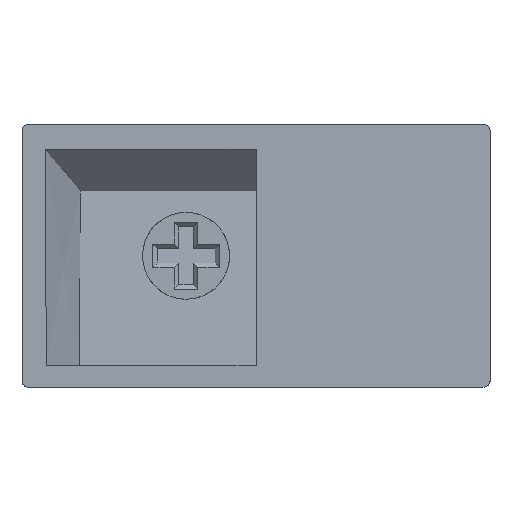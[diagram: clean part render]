
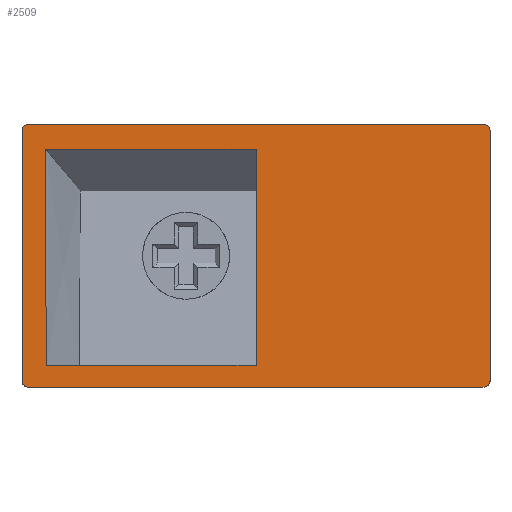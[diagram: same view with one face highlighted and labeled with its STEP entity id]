
A CAD part, front view. The second image highlights one B-rep face of the part: STEP entity #2509.
In plain terms, the highlighted planar face has unit normal (0, -1, 0).
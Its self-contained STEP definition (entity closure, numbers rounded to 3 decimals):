
#2509=ADVANCED_FACE('',(#2510,#2549),#2639,.T.);
#2510=FACE_BOUND('',#2511,.T.);
#2511=EDGE_LOOP('',(#2512,#2522,#2530,#2538));
#2512=ORIENTED_EDGE('',*,*,#2513,.T.);
#2513=EDGE_CURVE('',#2514,#2516,#2518,.T.);
#2514=VERTEX_POINT('',#2515);
#2515=CARTESIAN_POINT('',(1.619,0.,-1.671));
#2516=VERTEX_POINT('',#2517);
#2517=CARTESIAN_POINT('',(16.156,0.0,-1.671));
#2518=LINE('',#2519,#2520);
#2519=CARTESIAN_POINT('',(0.,0.0,-1.671));
#2520=VECTOR('',#2521,1.0);
#2521=DIRECTION('',(1.0,0.0,0.0));
#2522=ORIENTED_EDGE('',*,*,#2523,.T.);
#2523=EDGE_CURVE('',#2516,#2524,#2526,.T.);
#2524=VERTEX_POINT('',#2525);
#2525=CARTESIAN_POINT('',(16.156,0.0,-16.6));
#2526=LINE('',#2527,#2528);
#2527=CARTESIAN_POINT('',(16.156,0.0,0.0));
#2528=VECTOR('',#2529,1.0);
#2529=DIRECTION('',(0.,0.0,-1.0));
#2530=ORIENTED_EDGE('',*,*,#2531,.T.);
#2531=EDGE_CURVE('',#2524,#2532,#2534,.T.);
#2532=VERTEX_POINT('',#2533);
#2533=CARTESIAN_POINT('',(1.67,0.,-16.6));
#2534=LINE('',#2535,#2536);
#2535=CARTESIAN_POINT('',(0.0,0.0,-16.6));
#2536=VECTOR('',#2537,1.0);
#2537=DIRECTION('',(-1.0,0.0,0.0));
#2538=ORIENTED_EDGE('',*,*,#2539,.T.);
#2539=EDGE_CURVE('',#2532,#2514,#2540,.T.);
#2540=B_SPLINE_CURVE_WITH_KNOTS('',3,(#2541,#2542,#2543,#2544,#2545,#2546,#2547,#2548),.UNSPECIFIED.,.F.,.U.,(4,2,2,4),(0.0,4.491,8.982,14.929),.UNSPECIFIED.);
#2541=CARTESIAN_POINT('',(1.67,0.,-16.6));
#2542=CARTESIAN_POINT('',(1.663,0.,-15.103));
#2543=CARTESIAN_POINT('',(1.657,0.0,-13.606));
#2544=CARTESIAN_POINT('',(1.646,0.0,-10.612));
#2545=CARTESIAN_POINT('',(1.641,0.,-9.115));
#2546=CARTESIAN_POINT('',(1.63,0.,-5.636));
#2547=CARTESIAN_POINT('',(1.624,0.,-3.653));
#2548=CARTESIAN_POINT('',(1.619,0.,-1.671));
#2549=FACE_BOUND('',#2550,.T.);
#2550=EDGE_LOOP('',(#2551,#2561,#2575,#2583,#2597,#2605,#2619,#2627));
#2551=ORIENTED_EDGE('',*,*,#2552,.T.);
#2552=EDGE_CURVE('',#2553,#2555,#2557,.F.);
#2553=VERTEX_POINT('',#2554);
#2554=CARTESIAN_POINT('',(0.451,0.0,-18.1));
#2555=VERTEX_POINT('',#2556);
#2556=CARTESIAN_POINT('',(31.814,0.0,-18.1));
#2557=LINE('',#2558,#2559);
#2558=CARTESIAN_POINT('',(0.,0.0,-18.1));
#2559=VECTOR('',#2560,1.0);
#2560=DIRECTION('',(-1.0,0.0,0.0));
#2561=ORIENTED_EDGE('',*,*,#2562,.T.);
#2562=EDGE_CURVE('',#2555,#2563,#2565,.T.);
#2563=VERTEX_POINT('',#2564);
#2564=CARTESIAN_POINT('',(32.3,0.0,-17.7));
#2565=B_SPLINE_CURVE_WITH_KNOTS('',2,(#2566,#2567,#2568,#2569,#2570,#2571,#2572,#2573,#2574),.UNSPECIFIED.,.F.,.U.,(3,2,2,2,3),(0.0,0.25,0.5,0.75,1.0),.PIECEWISE_BEZIER_KNOTS.);
#2566=CARTESIAN_POINT('',(31.814,0.0,-18.1));
#2567=CARTESIAN_POINT('',(31.903,0.0,-18.1));
#2568=CARTESIAN_POINT('',(31.986,0.0,-18.076));
#2569=CARTESIAN_POINT('',(32.072,0.0,-18.051));
#2570=CARTESIAN_POINT('',(32.142,0.0,-17.999));
#2571=CARTESIAN_POINT('',(32.214,0.0,-17.946));
#2572=CARTESIAN_POINT('',(32.257,0.0,-17.868));
#2573=CARTESIAN_POINT('',(32.3,0.0,-17.789));
#2574=CARTESIAN_POINT('',(32.3,0.0,-17.7));
#2575=ORIENTED_EDGE('',*,*,#2576,.T.);
#2576=EDGE_CURVE('',#2563,#2577,#2579,.T.);
#2577=VERTEX_POINT('',#2578);
#2578=CARTESIAN_POINT('',(32.3,0.0,-0.374));
#2579=LINE('',#2580,#2581);
#2580=CARTESIAN_POINT('',(32.3,0.0,0.0));
#2581=VECTOR('',#2582,1.0);
#2582=DIRECTION('',(0.0,0.0,1.0));
#2583=ORIENTED_EDGE('',*,*,#2584,.T.);
#2584=EDGE_CURVE('',#2577,#2585,#2587,.T.);
#2585=VERTEX_POINT('',#2586);
#2586=CARTESIAN_POINT('',(31.938,0.0,0.0));
#2587=B_SPLINE_CURVE_WITH_KNOTS('',2,(#2588,#2589,#2590,#2591,#2592,#2593,#2594,#2595,#2596),.UNSPECIFIED.,.F.,.U.,(3,2,2,2,3),(0.0,0.25,0.5,0.75,1.0),.PIECEWISE_BEZIER_KNOTS.);
#2588=CARTESIAN_POINT('',(32.3,0.0,-0.374));
#2589=CARTESIAN_POINT('',(32.3,0.0,-0.299));
#2590=CARTESIAN_POINT('',(32.276,0.0,-0.231));
#2591=CARTESIAN_POINT('',(32.251,0.0,-0.162));
#2592=CARTESIAN_POINT('',(32.2,0.0,-0.108));
#2593=CARTESIAN_POINT('',(32.151,0.0,-0.056));
#2594=CARTESIAN_POINT('',(32.081,0.0,-0.027));
#2595=CARTESIAN_POINT('',(32.015,0.0,0.));
#2596=CARTESIAN_POINT('',(31.938,0.0,0.));
#2597=ORIENTED_EDGE('',*,*,#2598,.T.);
#2598=EDGE_CURVE('',#2585,#2599,#2601,.F.);
#2599=VERTEX_POINT('',#2600);
#2600=CARTESIAN_POINT('',(0.361,0.0,0.0));
#2601=LINE('',#2602,#2603);
#2602=CARTESIAN_POINT('',(0.0,0.0,0.0));
#2603=VECTOR('',#2604,1.0);
#2604=DIRECTION('',(1.0,0.0,0.0));
#2605=ORIENTED_EDGE('',*,*,#2606,.T.);
#2606=EDGE_CURVE('',#2599,#2607,#2609,.T.);
#2607=VERTEX_POINT('',#2608);
#2608=CARTESIAN_POINT('',(0.,0.0,-0.374));
#2609=B_SPLINE_CURVE_WITH_KNOTS('',2,(#2610,#2611,#2612,#2613,#2614,#2615,#2616,#2617,#2618),.UNSPECIFIED.,.F.,.U.,(3,2,2,2,3),(0.0,0.25,0.5,0.75,1.0),.PIECEWISE_BEZIER_KNOTS.);
#2610=CARTESIAN_POINT('',(0.361,0.0,0.));
#2611=CARTESIAN_POINT('',(0.287,0.0,0.));
#2612=CARTESIAN_POINT('',(0.219,0.0,-0.027));
#2613=CARTESIAN_POINT('',(0.152,0.0,-0.054));
#2614=CARTESIAN_POINT('',(0.1,0.0,-0.108));
#2615=CARTESIAN_POINT('',(0.051,0.0,-0.159));
#2616=CARTESIAN_POINT('',(0.025,0.0,-0.231));
#2617=CARTESIAN_POINT('',(0.,0.0,-0.297));
#2618=CARTESIAN_POINT('',(0.,0.0,-0.374));
#2619=ORIENTED_EDGE('',*,*,#2620,.T.);
#2620=EDGE_CURVE('',#2607,#2621,#2623,.F.);
#2621=VERTEX_POINT('',#2622);
#2622=CARTESIAN_POINT('',(0.,0.0,-17.7));
#2623=LINE('',#2624,#2625);
#2624=CARTESIAN_POINT('',(0.0,0.0,0.0));
#2625=VECTOR('',#2626,1.0);
#2626=DIRECTION('',(0.,0.0,1.0));
#2627=ORIENTED_EDGE('',*,*,#2628,.T.);
#2628=EDGE_CURVE('',#2621,#2553,#2629,.T.);
#2629=B_SPLINE_CURVE_WITH_KNOTS('',2,(#2630,#2631,#2632,#2633,#2634,#2635,#2636,#2637,#2638),.UNSPECIFIED.,.F.,.U.,(3,2,2,2,3),(0.0,0.25,0.5,0.75,1.0),.PIECEWISE_BEZIER_KNOTS.);
#2630=CARTESIAN_POINT('',(0.,0.0,-17.7));
#2631=CARTESIAN_POINT('',(0.,0.0,-17.783));
#2632=CARTESIAN_POINT('',(0.038,0.0,-17.861));
#2633=CARTESIAN_POINT('',(0.074,0.0,-17.934));
#2634=CARTESIAN_POINT('',(0.141,0.0,-17.992));
#2635=CARTESIAN_POINT('',(0.203,0.0,-18.044));
#2636=CARTESIAN_POINT('',(0.286,0.0,-18.073));
#2637=CARTESIAN_POINT('',(0.364,0.0,-18.1));
#2638=CARTESIAN_POINT('',(0.451,0.0,-18.1));
#2639=PLANE('',#2640);
#2640=AXIS2_PLACEMENT_3D('',#2641,#2642,#2643);
#2641=CARTESIAN_POINT('',(0.0,0.0,0.0));
#2642=DIRECTION('',(0.0,-1.0,0.0));
#2643=DIRECTION('',(0.0,0.0,-1.0));
